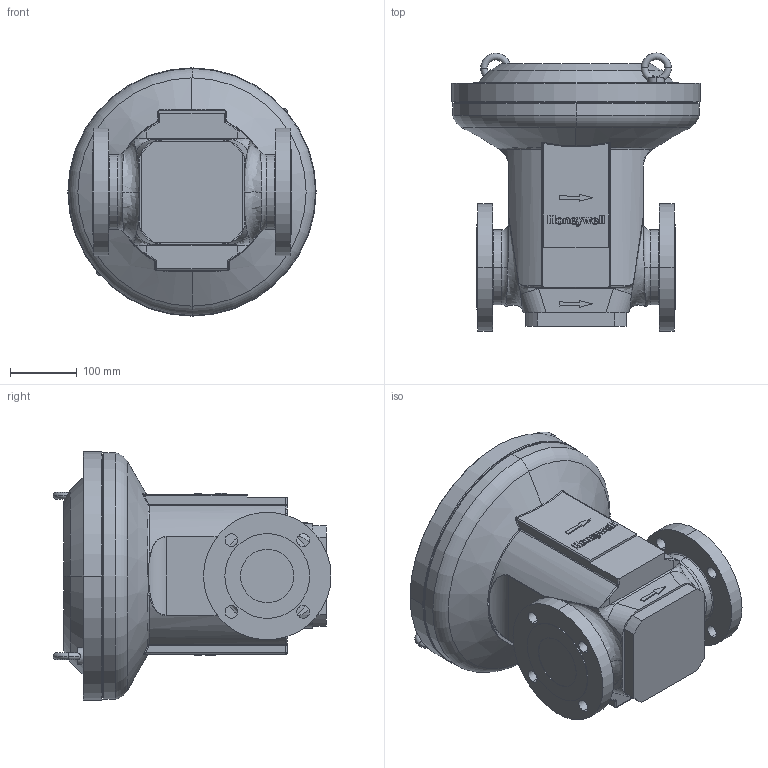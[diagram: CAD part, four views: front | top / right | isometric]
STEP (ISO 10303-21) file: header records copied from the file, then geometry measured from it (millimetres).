
FILE_DESCRIPTION (( 'STEP AP214' ), '1' );
FILE_NAME ('RMG402_DN80_ANSI150-neu.STEP', '2020-04-03T11:34:34', ( '' ), ( '' ), 'SwSTEP 2.0', 'SolidWorks 2017', '' );
FILE_SCHEMA (( 'AUTOMOTIVE_DESIGN' ));
Length unit declared in the file: millimetre
Products named in the file (1): RMG402_DN80_ANSI150-neu
Bounding box: 372 x 416.5 x 372 mm (x, y, z)
Volume: 22675177.1 mm3; surface area: 629737.9 mm2
Topology: 1 solids, 1 shells, 549 faces, 1468 edges, 944 vertices
Faces by surface type: plane 212, bspline 196, cylinder 83, torus 30, cone 18, sphere 10
Entity records: 36985 total; most frequent: CARTESIAN_POINT 21807, ORIENTED_EDGE 2924, DIRECTION 1948, EDGE_CURVE 1462, VERTEX_POINT 944, VECTOR 746, LINE 746, AXIS2_PLACEMENT_3D 601
